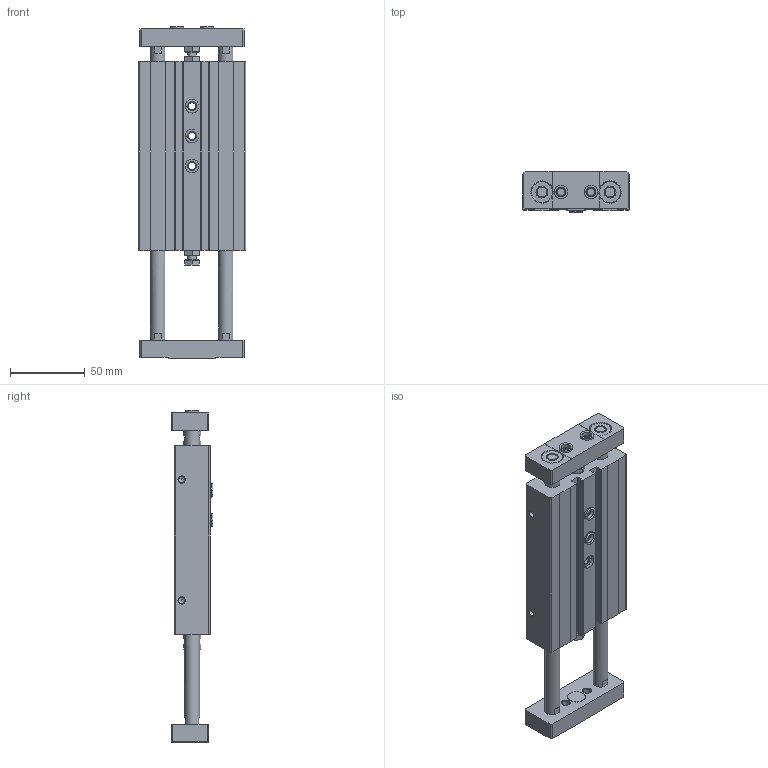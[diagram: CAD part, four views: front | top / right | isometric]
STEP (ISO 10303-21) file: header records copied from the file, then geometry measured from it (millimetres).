
FILE_DESCRIPTION(/* description */ ('STEP AP214'),/* implementation_level */ '2;1');
FILE_NAME(/* name */ '159955_DPZJ-20-50-P-A-S2',/* time_stamp */ '2024-08-21T01:48:57+02:00',/* author */ ('License CC BY-ND 4.0'),/* organization */ ('CADENAS'),/* preprocessor_version */ 'ST-DEVELOPER v19.3',/* originating_system */ 'PARTsolutions',/* authorisation */ ' ');
FILE_SCHEMA (('AUTOMOTIVE_DESIGN {1 0 10303 214 3 1 1}'));
Length unit declared in the file: millimetre
Products named in the file (6): 159955 DPZJ-20-50-P-A-S2---(asm_0); 159955 DPZJ-20-50-P-A-S2---(Z); 159955 DPZJ-20-50-P-A-S2---(K); 8137184 ZBH-9-B; DIN-439-B - M6(F); Hexagon bolt DIN 933 - M6x16
Assembly tree (10 placements, depth 2):
  159955 DPZJ-20-50-P-A-S2---(asm_0)
    159955 DPZJ-20-50-P-A-S2---(Z)
    159955 DPZJ-20-50-P-A-S2---(K)
    8137184 ZBH-9-B  x4
    DIN-439-B - M6(F)  x2
    Hexagon bolt DIN 933 - M6x16  x2
Bounding box: 72 x 27.8 x 222.4 mm (x, y, z)
Volume: 227407.2 mm3; surface area: 79469.2 mm2
Topology: 10 solids, 10 shells, 359 faces, 870 edges, 557 vertices
Faces by surface type: plane 178, cylinder 105, cone 66, torus 10
Full cylindrical faces by diameter (mm): 4.134 x10, 4.917 x11, 6 x2, 8 x4, 8.88 x2, 9 x10, 10 x8, 12 x2, 14 x4, 15 x4, 20 x4
Entity records: 8700 total; most frequent: CARTESIAN_POINT 1589, DIRECTION 1480, ORIENTED_EDGE 1260, EDGE_CURVE 630, AXIS2_PLACEMENT_3D 575, FACE_BOUND 474, VERTEX_POINT 468, EDGE_LOOP 466
